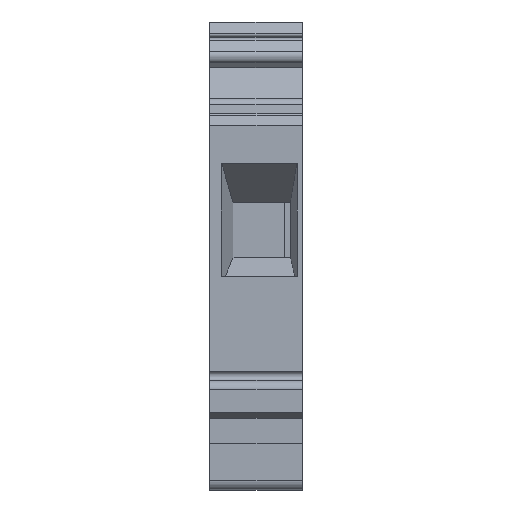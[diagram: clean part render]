
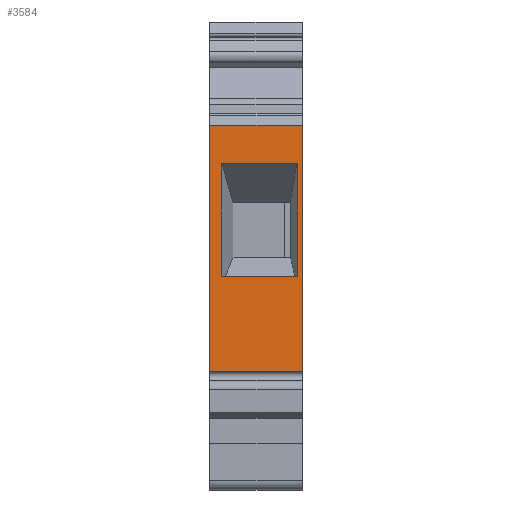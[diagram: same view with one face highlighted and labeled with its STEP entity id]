
A CAD part, left-side view. The second image highlights one B-rep face of the part: STEP entity #3584.
In plain terms, the highlighted planar face has unit normal (-1, 0, 0).
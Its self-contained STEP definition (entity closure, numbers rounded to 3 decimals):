
#364=ORIENTED_EDGE('',*,*,#1044,.T.);
#365=ORIENTED_EDGE('',*,*,#1098,.T.);
#366=ORIENTED_EDGE('',*,*,#1049,.F.);
#367=ORIENTED_EDGE('',*,*,#1099,.F.);
#368=ORIENTED_EDGE('',*,*,#1097,.F.);
#369=ORIENTED_EDGE('',*,*,#1100,.F.);
#370=ORIENTED_EDGE('',*,*,#1101,.T.);
#371=ORIENTED_EDGE('',*,*,#925,.T.);
#925=EDGE_CURVE('',#1314,#1313,#1572,.T.);
#1044=EDGE_CURVE('',#1430,#1429,#1656,.T.);
#1049=EDGE_CURVE('',#1434,#1431,#1661,.T.);
#1097=EDGE_CURVE('',#1460,#1313,#1703,.T.);
#1098=EDGE_CURVE('',#1429,#1431,#1704,.T.);
#1099=EDGE_CURVE('',#1430,#1434,#1705,.T.);
#1100=EDGE_CURVE('',#1461,#1460,#1706,.T.);
#1101=EDGE_CURVE('',#1461,#1314,#1707,.T.);
#1313=VERTEX_POINT('',#4682);
#1314=VERTEX_POINT('',#4684);
#1429=VERTEX_POINT('',#4922);
#1430=VERTEX_POINT('',#4924);
#1431=VERTEX_POINT('',#4928);
#1434=VERTEX_POINT('',#4933);
#1460=VERTEX_POINT('',#5028);
#1461=VERTEX_POINT('',#5034);
#1572=LINE('',#4683,#1882);
#1656=LINE('',#4923,#1966);
#1661=LINE('',#4934,#1971);
#1703=LINE('',#5029,#2013);
#1704=LINE('',#5031,#2014);
#1705=LINE('',#5032,#2015);
#1706=LINE('',#5033,#2016);
#1707=LINE('',#5035,#2017);
#1882=VECTOR('',#3934,1000.);
#1966=VECTOR('',#4098,1000.);
#1971=VECTOR('',#4105,1000.);
#2013=VECTOR('',#4201,1000.);
#2014=VECTOR('',#4204,1000.);
#2015=VECTOR('',#4205,1000.);
#2016=VECTOR('',#4206,1000.);
#2017=VECTOR('',#4207,1000.);
#2215=EDGE_LOOP('',(#364,#365,#366,#367));
#2216=EDGE_LOOP('',(#368,#369,#370,#371));
#2362=FACE_BOUND('',#2215,.T.);
#2363=FACE_BOUND('',#2216,.T.);
#2502=PLANE('',#3771);
#3584=ADVANCED_FACE('',(#2362,#2363),#2502,.F.);
#3771=AXIS2_PLACEMENT_3D('',#5030,#4202,#4203);
#3934=DIRECTION('',(0.,0.,-1.));
#4098=DIRECTION('',(0.,-1.,0.));
#4105=DIRECTION('',(0.,-1.,0.));
#4201=DIRECTION('',(0.,1.,0.));
#4202=DIRECTION('',(1.,0.,0.));
#4203=DIRECTION('',(0.,0.,-1.));
#4204=DIRECTION('',(0.,0.,-1.));
#4205=DIRECTION('',(0.,0.,-1.));
#4206=DIRECTION('',(0.,0.,-1.));
#4207=DIRECTION('',(0.,1.,0.));
#4682=CARTESIAN_POINT('',(-19.375,0.,-12.452));
#4683=CARTESIAN_POINT('',(-19.375,0.,-12.452));
#4684=CARTESIAN_POINT('',(-19.375,0.,14.253));
#4922=CARTESIAN_POINT('',(-19.375,-9.5,10.085));
#4923=CARTESIAN_POINT('',(-19.375,-2.5,10.085));
#4924=CARTESIAN_POINT('',(-19.375,-1.2,10.085));
#4928=CARTESIAN_POINT('',(-19.375,-9.5,-2.122));
#4933=CARTESIAN_POINT('',(-19.375,-1.2,-2.122));
#4934=CARTESIAN_POINT('',(-19.375,-2.5,-2.122));
#5028=CARTESIAN_POINT('',(-19.375,-10.,-12.452));
#5029=CARTESIAN_POINT('',(-19.375,-10.,-12.452));
#5030=CARTESIAN_POINT('',(-19.375,-10.,-12.452));
#5031=CARTESIAN_POINT('',(-19.375,-9.5,10.085));
#5032=CARTESIAN_POINT('',(-19.375,-1.2,10.085));
#5033=CARTESIAN_POINT('',(-19.375,-10.,-12.452));
#5034=CARTESIAN_POINT('',(-19.375,-10.,14.253));
#5035=CARTESIAN_POINT('',(-19.375,-10.,14.253));
